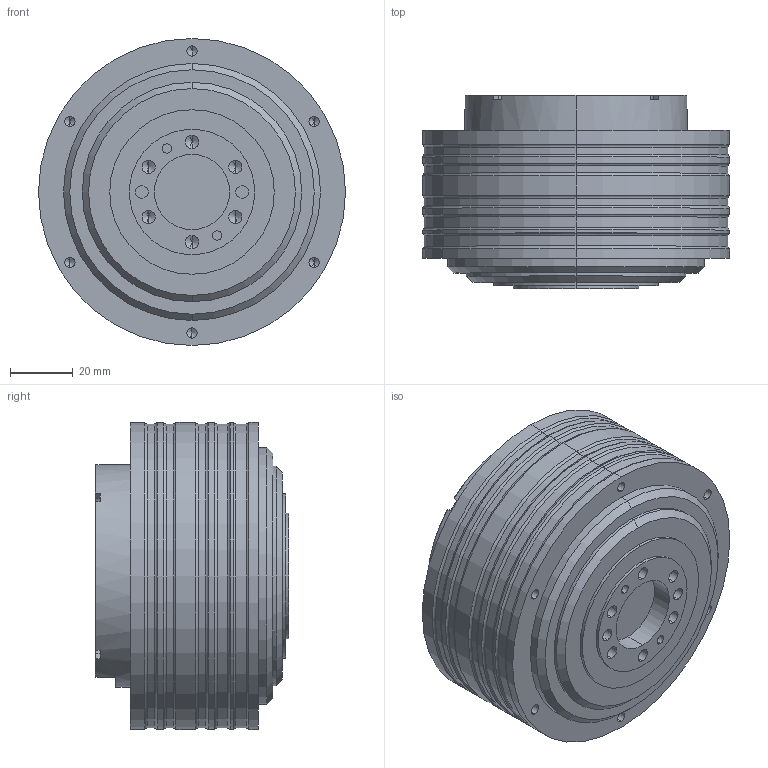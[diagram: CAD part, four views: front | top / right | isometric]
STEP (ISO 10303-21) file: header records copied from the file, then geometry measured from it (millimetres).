
FILE_DESCRIPTION (( 'STEP AP214' ), '1' );
FILE_NAME ('8009-Rau 5005 ÍâÐÎ³ß´ç-20240809.STEP', '2024-08-09T08:28:06', ( '' ), ( '' ), 'SwSTEP 2.0', 'SolidWorks 2021', '' );
FILE_SCHEMA (( 'AUTOMOTIVE_DESIGN' ));
Length unit declared in the file: millimetre
Products named in the file (3): 8009-Rau 5005 俋倛芞; DM 8116 驱动板盖; 8009-Rau 5005 俋倛喜渡-20240809
Assembly tree (2 placements, depth 2):
  8009-Rau 5005 俋倛喜渡-20240809
    8009-Rau 5005 俋倛芞
    DM 8116 驱动板盖
Bounding box: 98 x 61.7 x 98 mm (x, y, z)
Volume: 349445.4 mm3; surface area: 46529.9 mm2
Topology: 2 solids, 2 shells, 959 faces, 2225 edges, 1336 vertices
Faces by surface type: plane 457, cylinder 259, cone 211, torus 20, bspline 12
Entity records: 28092 total; most frequent: CARTESIAN_POINT 6075, DIRECTION 4524, ORIENTED_EDGE 4378, EDGE_CURVE 2189, AXIS2_PLACEMENT_3D 1681, VERTEX_POINT 1336, VECTOR 1162, LINE 1162
